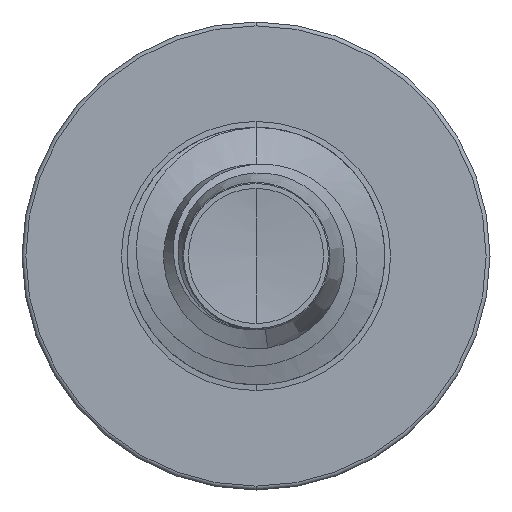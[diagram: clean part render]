
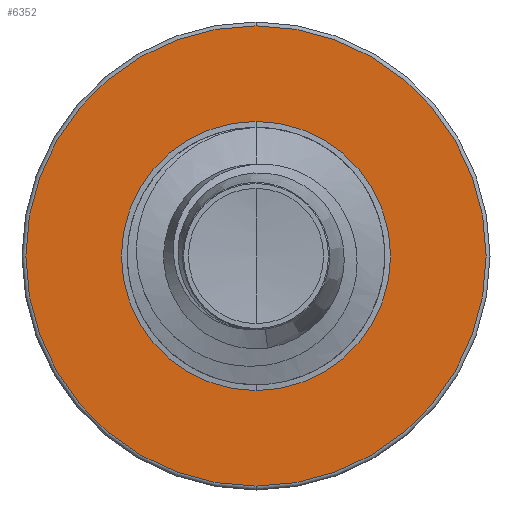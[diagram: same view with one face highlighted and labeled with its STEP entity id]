
A CAD part, front view. The second image highlights one B-rep face of the part: STEP entity #6352.
In plain terms, the highlighted planar face has unit normal (0, -1, 0).
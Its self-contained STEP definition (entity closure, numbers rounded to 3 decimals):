
#489 = CIRCLE ( 'NONE', #8147, 1.967 ) ;
#1280 = ORIENTED_EDGE ( 'NONE', *, *, #6634, .F. ) ;
#1558 = EDGE_LOOP ( 'NONE', ( #1881, #8611 ) ) ;
#1770 = DIRECTION ( 'NONE',  ( 0., 0., 1. ) ) ;
#1833 = DIRECTION ( 'NONE',  ( 0., 1., 0. ) ) ;
#1881 = ORIENTED_EDGE ( 'NONE', *, *, #8162, .T. ) ;
#1888 = CARTESIAN_POINT ( 'NONE',  ( 0., 3.5, -1.15 ) ) ;
#2247 = PLANE ( 'NONE',  #7142 ) ;
#2419 = EDGE_LOOP ( 'NONE', ( #1280, #2539 ) ) ;
#2464 = DIRECTION ( 'NONE',  ( 0., 0., 1. ) ) ;
#2468 = DIRECTION ( 'NONE',  ( 0., 1., 0. ) ) ;
#2478 = CARTESIAN_POINT ( 'NONE',  ( 0., 3.5, 0. ) ) ;
#2539 = ORIENTED_EDGE ( 'NONE', *, *, #4074, .F. ) ;
#3123 = VERTEX_POINT ( 'NONE', #6813 ) ;
#3808 = CARTESIAN_POINT ( 'NONE',  ( 0., 3.5, -1.15 ) ) ;
#3999 = CIRCLE ( 'NONE', #8252, 1.15 ) ;
#4074 = EDGE_CURVE ( 'NONE', #7561, #7220, #6928, .T. ) ;
#4090 = DIRECTION ( 'NONE',  ( 0., 0., 1. ) ) ;
#4191 = DIRECTION ( 'NONE',  ( 0., 1., 0. ) ) ;
#4285 = CARTESIAN_POINT ( 'NONE',  ( 0., 3.5, 0. ) ) ;
#4326 = DIRECTION ( 'NONE',  ( 0., 1., 0. ) ) ;
#4360 = VERTEX_POINT ( 'NONE', #3808 ) ;
#4381 = DIRECTION ( 'NONE',  ( 0., 0., 1. ) ) ;
#4562 = CARTESIAN_POINT ( 'NONE',  ( 0., 3.5, 0. ) ) ;
#4784 = AXIS2_PLACEMENT_3D ( 'NONE', #4285, #4326, #4090 ) ;
#6352 = ADVANCED_FACE ( 'NONE', ( #7863, #8995 ), #2247, .F. ) ;
#6634 = EDGE_CURVE ( 'NONE', #7220, #7561, #489, .T. ) ;
#6813 = CARTESIAN_POINT ( 'NONE',  ( 0., 3.5, 1.15 ) ) ;
#6916 = CARTESIAN_POINT ( 'NONE',  ( 0., 3.5, -1.967 ) ) ;
#6928 = CIRCLE ( 'NONE', #4784, 1.967 ) ;
#7142 = AXIS2_PLACEMENT_3D ( 'NONE', #1888, #1833, #1770 ) ;
#7220 = VERTEX_POINT ( 'NONE', #7949 ) ;
#7265 = EDGE_CURVE ( 'NONE', #4360, #3123, #9437, .T. ) ;
#7561 = VERTEX_POINT ( 'NONE', #6916 ) ;
#7792 = DIRECTION ( 'NONE',  ( 0., 0., 1. ) ) ;
#7810 = DIRECTION ( 'NONE',  ( 0., 1., 0. ) ) ;
#7815 = CARTESIAN_POINT ( 'NONE',  ( 0., 3.5, 0. ) ) ;
#7863 = FACE_OUTER_BOUND ( 'NONE', #2419, .T. ) ;
#7949 = CARTESIAN_POINT ( 'NONE',  ( 0., 3.5, 1.967 ) ) ;
#8147 = AXIS2_PLACEMENT_3D ( 'NONE', #4562, #4191, #4381 ) ;
#8162 = EDGE_CURVE ( 'NONE', #3123, #4360, #3999, .T. ) ;
#8252 = AXIS2_PLACEMENT_3D ( 'NONE', #2478, #2468, #2464 ) ;
#8611 = ORIENTED_EDGE ( 'NONE', *, *, #7265, .T. ) ;
#8995 = FACE_BOUND ( 'NONE', #1558, .T. ) ;
#9050 = AXIS2_PLACEMENT_3D ( 'NONE', #7815, #7810, #7792 ) ;
#9437 = CIRCLE ( 'NONE', #9050, 1.15 ) ;
